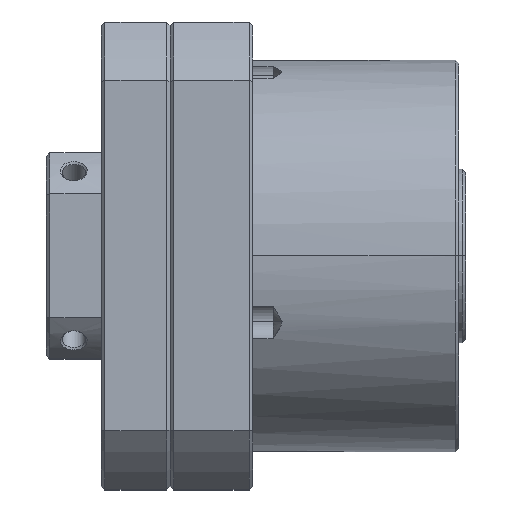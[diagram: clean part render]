
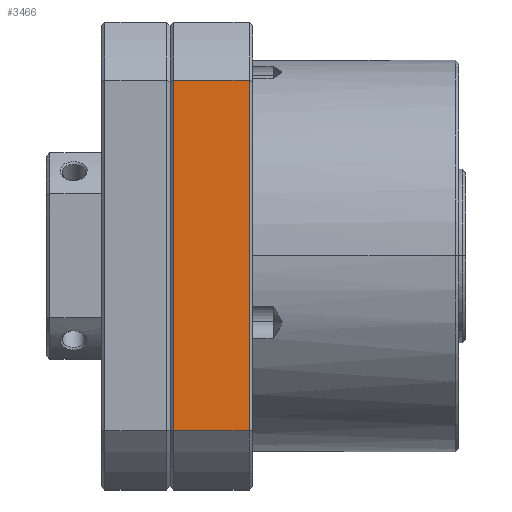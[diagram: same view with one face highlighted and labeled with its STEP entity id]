
A CAD part, top view. The second image highlights one B-rep face of the part: STEP entity #3466.
In plain terms, the highlighted planar face has unit normal (0, 0, 1).
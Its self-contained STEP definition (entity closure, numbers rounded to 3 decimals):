
#472 = EDGE_CURVE ( 'NONE', #6015, #6009, #7552, .T. ) ;
#474 = EDGE_CURVE ( 'NONE', #6006, #6015, #7556, .T. ) ;
#505 = EDGE_CURVE ( 'NONE', #6006, #6012, #7592, .T. ) ;
#512 = EDGE_CURVE ( 'NONE', #6012, #6009, #7603, .T. ) ;
#960 = AXIS2_PLACEMENT_3D ( 'NONE', #2256, #2259, #2260 ) ;
#2256 = CARTESIAN_POINT ( 'NONE',  ( 42., -34., 34. ) ) ;
#2257 = PLANE ( 'NONE',  #960 ) ;
#2259 = DIRECTION ( 'NONE',  ( 0., 0., 1. ) ) ;
#2260 = DIRECTION ( 'NONE',  ( 1., 0., 0. ) ) ;
#2560 = CARTESIAN_POINT ( 'NONE',  ( 0.5, 25.5, 34. ) ) ;
#2563 = CARTESIAN_POINT ( 'NONE',  ( 11.5, -25.5, 34. ) ) ;
#2566 = CARTESIAN_POINT ( 'NONE',  ( 11.5, 25.5, 34. ) ) ;
#2569 = CARTESIAN_POINT ( 'NONE',  ( 0.5, -25.5, 34. ) ) ;
#2951 = EDGE_LOOP ( 'NONE', ( #6889, #6890, #6891, #6892 ) ) ;
#3466 = ADVANCED_FACE ( 'NONE', ( #3645 ), #2257, .T. ) ;
#3645 = FACE_OUTER_BOUND ( 'NONE', #2951, .T. ) ;
#6006 = VERTEX_POINT ( 'NONE', #2560 ) ;
#6009 = VERTEX_POINT ( 'NONE', #2563 ) ;
#6012 = VERTEX_POINT ( 'NONE', #2566 ) ;
#6015 = VERTEX_POINT ( 'NONE', #2569 ) ;
#6889 = ORIENTED_EDGE ( 'NONE', *, *, #472, .T. ) ;
#6890 = ORIENTED_EDGE ( 'NONE', *, *, #512, .F. ) ;
#6891 = ORIENTED_EDGE ( 'NONE', *, *, #505, .F. ) ;
#6892 = ORIENTED_EDGE ( 'NONE', *, *, #474, .T. ) ;
#7552 = LINE ( 'NONE', #9345, #7558 ) ;
#7554 = VECTOR ( 'NONE', #9352, 1000. ) ;
#7556 = LINE ( 'NONE', #9351, #7554 ) ;
#7558 = VECTOR ( 'NONE', #9346, 1000. ) ;
#7592 = LINE ( 'NONE', #9443, #7593 ) ;
#7593 = VECTOR ( 'NONE', #9444, 1000. ) ;
#7603 = LINE ( 'NONE', #9461, #7604 ) ;
#7604 = VECTOR ( 'NONE', #9462, 1000. ) ;
#9345 = CARTESIAN_POINT ( 'NONE',  ( 42., -25.5, 34. ) ) ;
#9346 = DIRECTION ( 'NONE',  ( 1., 0., 0. ) ) ;
#9351 = CARTESIAN_POINT ( 'NONE',  ( 0.5, -34., 34. ) ) ;
#9352 = DIRECTION ( 'NONE',  ( 0., -1., 0. ) ) ;
#9443 = CARTESIAN_POINT ( 'NONE',  ( -94.469, 25.5, 34. ) ) ;
#9444 = DIRECTION ( 'NONE',  ( 1., 0., 0. ) ) ;
#9461 = CARTESIAN_POINT ( 'NONE',  ( 11.5, -34., 34. ) ) ;
#9462 = DIRECTION ( 'NONE',  ( 0., -1., 0. ) ) ;
